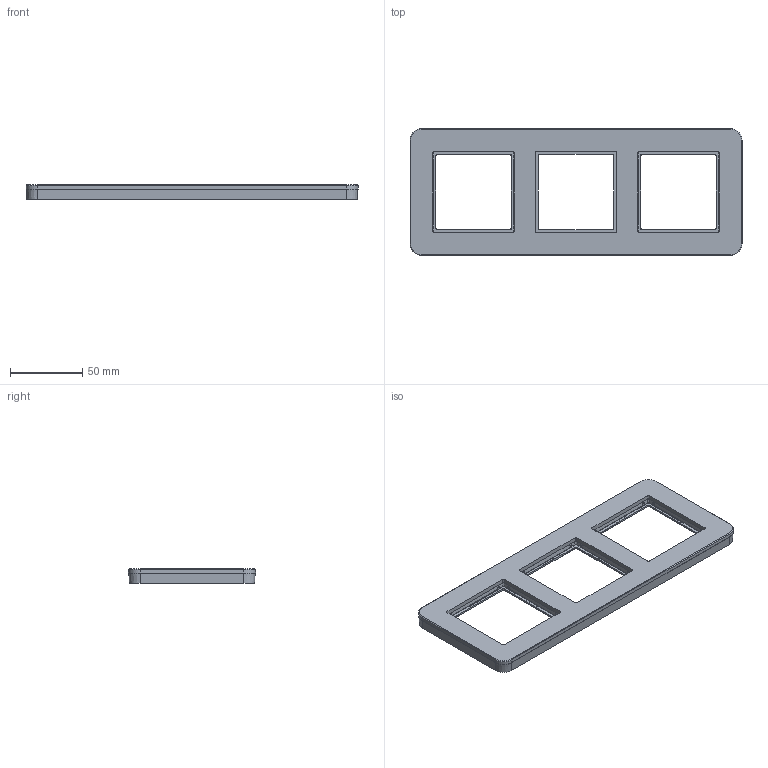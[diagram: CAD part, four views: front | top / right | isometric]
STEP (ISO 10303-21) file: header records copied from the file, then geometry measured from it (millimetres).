
FILE_DESCRIPTION((''),'2;1');
FILE_NAME('WAD9300ESV_ASM','2025-02-24T12:13:30',('andolfs'),(''),'CREO PARAMETRIC BY PTC INC, 2023154','CREO PARAMETRIC BY PTC INC, 2023154','');
FILE_SCHEMA(('CONFIG_CONTROL_DESIGN','SHAPE_APPEARANCE_LAYERS_GROUPS'));
Products named in the file (8): W4G0232_18; W4H0055_18; W1A2406_BG; W1A2476_DD; 9204676000_KLEBEPAD; 9204677000_KLEBEPAD; W2A0643_00_ASM; WAD9300ESV_ASM
Assembly tree (8 placements, depth 3):
  WAD9300ESV_ASM
    W4G0232_18
    W2A0643_00_ASM
      W4H0055_18
      W1A2406_BG
      W1A2476_DD
      9204676000_KLEBEPAD
      9204677000_KLEBEPAD  x2
Bounding box: 230 x 88 x 10 mm (x, y, z)
Volume: 61172.6 mm3; surface area: 72163.4 mm2
Topology: 5 solids, 5 shells, 2439 faces, 6467 edges, 4150 vertices
Faces by surface type: plane 919, extrusion 798, cylinder 278, bspline 200, cone 96, torus 88, sphere 48, revolution 12
Entity records: 137056 total; most frequent: CARTESIAN_POINT 42519, ORIENTED_EDGE 12838, PRESENTATION_STYLE_ASSIGNMENT 9520, STYLED_ITEM 9520, DIRECTION 9043, CURVE_STYLE 7133, EDGE_CURVE 6419, VECTOR 4277
